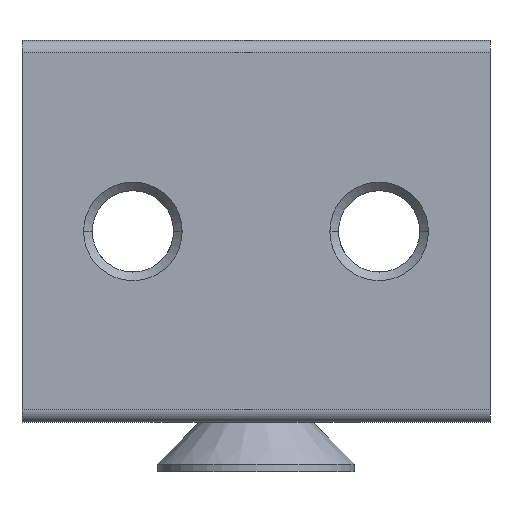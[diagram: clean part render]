
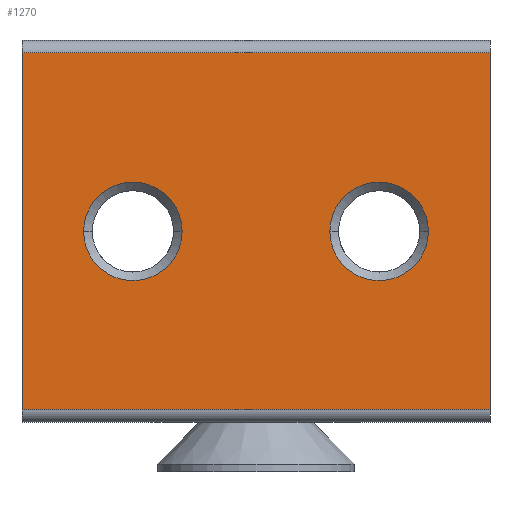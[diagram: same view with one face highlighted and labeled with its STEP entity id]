
A CAD part, front view. The second image highlights one B-rep face of the part: STEP entity #1270.
In plain terms, the highlighted planar face has unit normal (0, -1, 0).
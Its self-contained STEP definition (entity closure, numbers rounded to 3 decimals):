
#66=DIRECTION('',(0.,0.,-1.));
#67=VECTOR('',#66,14.5);
#68=CARTESIAN_POINT('',(-11.489,-14.224,10.145));
#69=LINE('',#68,#67);
#134=CARTESIAN_POINT('',(-6.989,-14.224,2.895));
#135=DIRECTION('',(0.,-1.,0.));
#136=DIRECTION('',(-1.,0.,0.));
#137=AXIS2_PLACEMENT_3D('',#134,#135,#136);
#152=DIRECTION('',(-1.,0.,0.));
#153=VECTOR('',#152,19.);
#154=CARTESIAN_POINT('',(7.511,-14.224,10.145));
#155=LINE('',#154,#153);
#353=CARTESIAN_POINT('',(3.011,-14.224,2.895));
#354=DIRECTION('',(0.,-1.,0.));
#355=DIRECTION('',(-1.,0.,0.));
#356=AXIS2_PLACEMENT_3D('',#353,#354,#355);
#371=CARTESIAN_POINT('',(3.011,-14.224,2.895));
#372=DIRECTION('',(0.,-1.,0.));
#373=DIRECTION('',(1.,0.,0.));
#374=AXIS2_PLACEMENT_3D('',#371,#372,#373);
#602=DIRECTION('',(-1.,0.,0.));
#603=VECTOR('',#602,19.);
#604=CARTESIAN_POINT('',(7.511,-14.224,-4.355));
#605=LINE('',#604,#603);
#648=DIRECTION('',(0.,0.,-1.));
#649=VECTOR('',#648,14.5);
#650=CARTESIAN_POINT('',(7.511,-14.224,10.145));
#651=LINE('',#650,#649);
#710=CARTESIAN_POINT('',(-6.989,-14.224,2.895));
#711=DIRECTION('',(0.,-1.,0.));
#712=DIRECTION('',(1.,0.,0.));
#713=AXIS2_PLACEMENT_3D('',#710,#711,#712);
#944=CARTESIAN_POINT('',(7.511,-14.224,10.145));
#945=CARTESIAN_POINT('',(-11.489,-14.224,10.145));
#946=VERTEX_POINT('',#944);
#947=VERTEX_POINT('',#945);
#956=CARTESIAN_POINT('',(-11.489,-14.224,
-4.355));
#957=VERTEX_POINT('',#956);
#958=CARTESIAN_POINT('',(7.511,-14.224,-4.355));
#959=VERTEX_POINT('',#958);
#1035=CARTESIAN_POINT('',(-4.989,-14.224,
2.895));
#1036=CARTESIAN_POINT('',(-8.989,-14.224,
2.895));
#1037=VERTEX_POINT('',#1035);
#1038=VERTEX_POINT('',#1036);
#1043=CARTESIAN_POINT('',(5.011,-14.224,2.895));
#1044=CARTESIAN_POINT('',(1.011,-14.224,2.895));
#1045=VERTEX_POINT('',#1043);
#1046=VERTEX_POINT('',#1044);
#1245=CARTESIAN_POINT('',(-11.489,-14.224,
10.645));
#1246=DIRECTION('',(0.,-1.,0.));
#1247=DIRECTION('',(0.,0.,-1.));
#1248=AXIS2_PLACEMENT_3D('',#1245,#1246,#1247);
#1249=PLANE('',#1248);
#1251=ORIENTED_EDGE('',*,*,#1250,.F.);
#1253=ORIENTED_EDGE('',*,*,#1252,.T.);
#1255=ORIENTED_EDGE('',*,*,#1254,.T.);
#1256=ORIENTED_EDGE('',*,*,#1131,.F.);
#1257=EDGE_LOOP('',(#1251,#1253,#1255,#1256));
#1258=FACE_OUTER_BOUND('',#1257,.F.);
#1260=ORIENTED_EDGE('',*,*,#1259,.T.);
#1261=ORIENTED_EDGE('',*,*,#1228,.T.);
#1262=EDGE_LOOP('',(#1260,#1261));
#1263=FACE_BOUND('',#1262,.F.);
#1265=ORIENTED_EDGE('',*,*,#1264,.T.);
#1267=ORIENTED_EDGE('',*,*,#1266,.T.);
#1268=EDGE_LOOP('',(#1265,#1267));
#1269=FACE_BOUND('',#1268,.F.);
#1270=ADVANCED_FACE('',(#1258,#1263,#1269),#1249,.T.);
#138=CIRCLE('',#137,2.);
#357=CIRCLE('',#356,2.);
#375=CIRCLE('',#374,2.);
#714=CIRCLE('',#713,2.);
#1131=EDGE_CURVE('',#947,#957,#69,.T.);
#1228=EDGE_CURVE('',#1038,#1037,#138,.T.);
#1250=EDGE_CURVE('',#946,#947,#155,.T.);
#1252=EDGE_CURVE('',#946,#959,#651,.T.);
#1254=EDGE_CURVE('',#959,#957,#605,.T.);
#1259=EDGE_CURVE('',#1037,#1038,#714,.T.);
#1264=EDGE_CURVE('',#1045,#1046,#375,.T.);
#1266=EDGE_CURVE('',#1046,#1045,#357,.T.);
